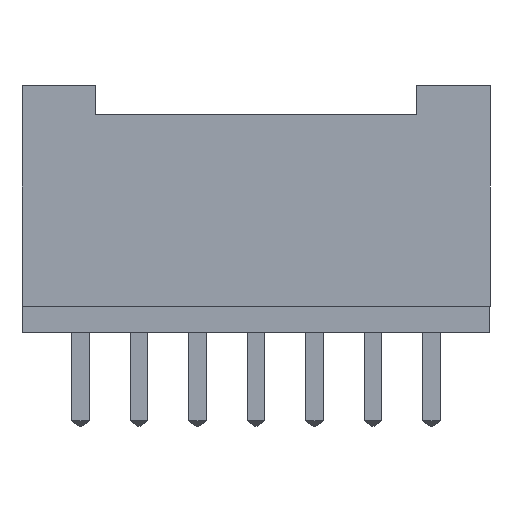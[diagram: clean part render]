
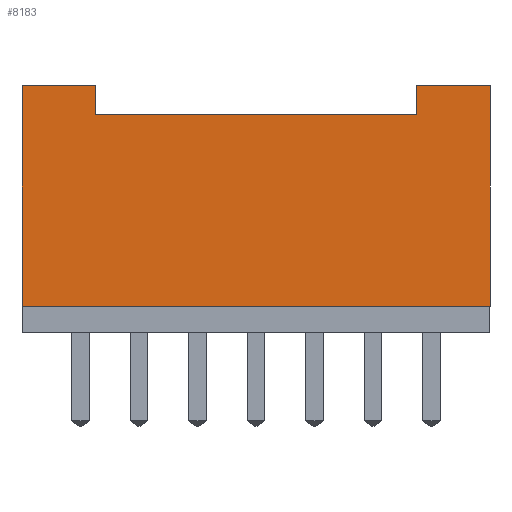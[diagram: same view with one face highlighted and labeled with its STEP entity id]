
A CAD part, front view. The second image highlights one B-rep face of the part: STEP entity #8183.
In plain terms, the highlighted planar face has unit normal (0, -1, 0).
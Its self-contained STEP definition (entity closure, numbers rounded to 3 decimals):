
#625=FACE_OUTER_BOUND('',#1104,.T.);
#1104=EDGE_LOOP('',(#6505,#6506,#6507,#6508,#6509,#6510,#6511,#6512));
#1408=LINE('',#10623,#2377);
#1413=LINE('',#10633,#2382);
#1422=LINE('',#10651,#2391);
#1425=LINE('',#10656,#2394);
#1818=LINE('',#13684,#2787);
#1845=LINE('',#13738,#2814);
#1846=LINE('',#13740,#2815);
#1847=LINE('',#13741,#2816);
#2377=VECTOR('',#8898,10.);
#2382=VECTOR('',#8907,10.);
#2391=VECTOR('',#8922,10.);
#2394=VECTOR('',#8927,10.);
#2787=VECTOR('',#9508,10.);
#2814=VECTOR('',#9557,10.);
#2815=VECTOR('',#9558,10.);
#2816=VECTOR('',#9559,10.);
#3334=VERTEX_POINT('',#10620);
#3335=VERTEX_POINT('',#10622);
#3338=VERTEX_POINT('',#10632);
#3343=VERTEX_POINT('',#10648);
#3344=VERTEX_POINT('',#10650);
#3765=VERTEX_POINT('',#13681);
#3766=VERTEX_POINT('',#13683);
#3783=VERTEX_POINT('',#13739);
#4097=EDGE_CURVE('',#3335,#3334,#1408,.T.);
#4102=EDGE_CURVE('',#3338,#3335,#1413,.T.);
#4111=EDGE_CURVE('',#3343,#3344,#1422,.T.);
#4114=EDGE_CURVE('',#3343,#3338,#1425,.T.);
#4719=EDGE_CURVE('',#3765,#3766,#1818,.T.);
#4747=EDGE_CURVE('',#3766,#3334,#1845,.T.);
#4748=EDGE_CURVE('',#3783,#3765,#1846,.T.);
#4749=EDGE_CURVE('',#3783,#3344,#1847,.T.);
#6505=ORIENTED_EDGE('',*,*,#4114,.T.);
#6506=ORIENTED_EDGE('',*,*,#4102,.T.);
#6507=ORIENTED_EDGE('',*,*,#4097,.T.);
#6508=ORIENTED_EDGE('',*,*,#4747,.F.);
#6509=ORIENTED_EDGE('',*,*,#4719,.F.);
#6510=ORIENTED_EDGE('',*,*,#4748,.F.);
#6511=ORIENTED_EDGE('',*,*,#4749,.T.);
#6512=ORIENTED_EDGE('',*,*,#4111,.F.);
#7720=PLANE('',#8572);
#8183=ADVANCED_FACE('',(#625),#7720,.T.);
#8572=AXIS2_PLACEMENT_3D('',#13737,#9555,#9556);
#8898=DIRECTION('',(0.,0.,1.));
#8907=DIRECTION('',(-1.,0.,0.));
#8922=DIRECTION('',(1.,0.,0.));
#8927=DIRECTION('',(0.,0.,-1.));
#9508=DIRECTION('',(0.,0.,1.));
#9555=DIRECTION('center_axis',(0.,-1.,0.));
#9556=DIRECTION('ref_axis',(1.,0.,0.));
#9557=DIRECTION('',(1.,0.,0.));
#9558=DIRECTION('',(-1.,0.,0.));
#9559=DIRECTION('',(0.,0.,1.));
#10620=CARTESIAN_POINT('',(0.5,-4.6,8.45));
#10622=CARTESIAN_POINT('',(0.5,-4.6,7.45));
#10623=CARTESIAN_POINT('',(0.5,-4.6,4.675));
#10632=CARTESIAN_POINT('',(11.5,-4.6,7.45));
#10633=CARTESIAN_POINT('',(2.,-4.6,7.45));
#10648=CARTESIAN_POINT('',(11.5,-4.6,8.45));
#10650=CARTESIAN_POINT('',(14.,-4.6,8.45));
#10651=CARTESIAN_POINT('',(-2.,-4.6,8.45));
#10656=CARTESIAN_POINT('',(11.5,-4.6,4.675));
#13681=CARTESIAN_POINT('',(-2.,-4.6,0.9));
#13683=CARTESIAN_POINT('',(-2.,-4.6,8.45));
#13684=CARTESIAN_POINT('',(-2.,-4.6,0.9));
#13737=CARTESIAN_POINT('Origin',(-2.,-4.6,0.9));
#13738=CARTESIAN_POINT('',(-2.,-4.6,8.45));
#13739=CARTESIAN_POINT('',(14.,-4.6,0.9));
#13740=CARTESIAN_POINT('',(14.,-4.6,0.9));
#13741=CARTESIAN_POINT('',(14.,-4.6,0.9));
